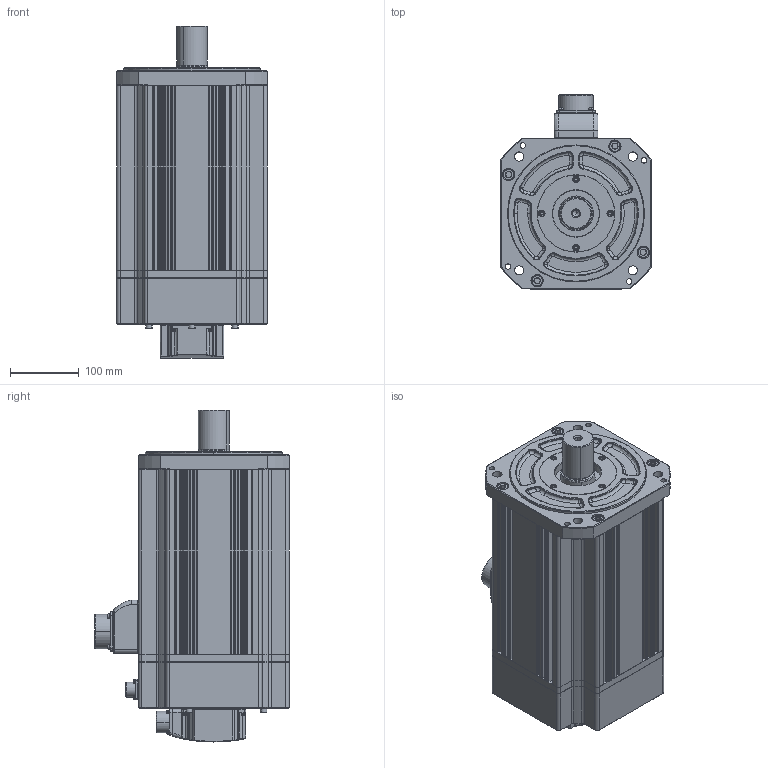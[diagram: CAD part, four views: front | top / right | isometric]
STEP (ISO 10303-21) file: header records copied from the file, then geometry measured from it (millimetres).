
FILE_DESCRIPTION (( 'STEP AP214' ), '1' );
FILE_NAME ('FM22GA004-2G05_Out Line(APM-FG110D_N2,FG85G_N2,FG60M_N2).STEP', '2018-12-12T07:13:50', ( '' ), ( '' ), 'SwSTEP 2.0', 'SolidWorks 2011', '' );
FILE_SCHEMA (( 'AUTOMOTIVE_DESIGN' ));
Length unit declared in the file: millimetre
Products named in the file (1): FM22GA004-2G05_Out Line(APM-FG110D_N2,FG85G_N2,FG60M_N2)
Bounding box: 220 x 283.7 x 484.7 mm (x, y, z)
Volume: 16125470.3 mm3; surface area: 983237 mm2
Topology: 73 solids, 73 shells, 2560 faces, 6339 edges, 4013 vertices
Faces by surface type: cylinder 1002, plane 893, cone 343, torus 171, bspline 151
Entity records: 113797 total; most frequent: CARTESIAN_POINT 23520, DIRECTION 13220, ORIENTED_EDGE 12510, EDGE_CURVE 6255, AXIS2_PLACEMENT_3D 5113, VERTEX_POINT 4013, LINE 2994, VECTOR 2994
